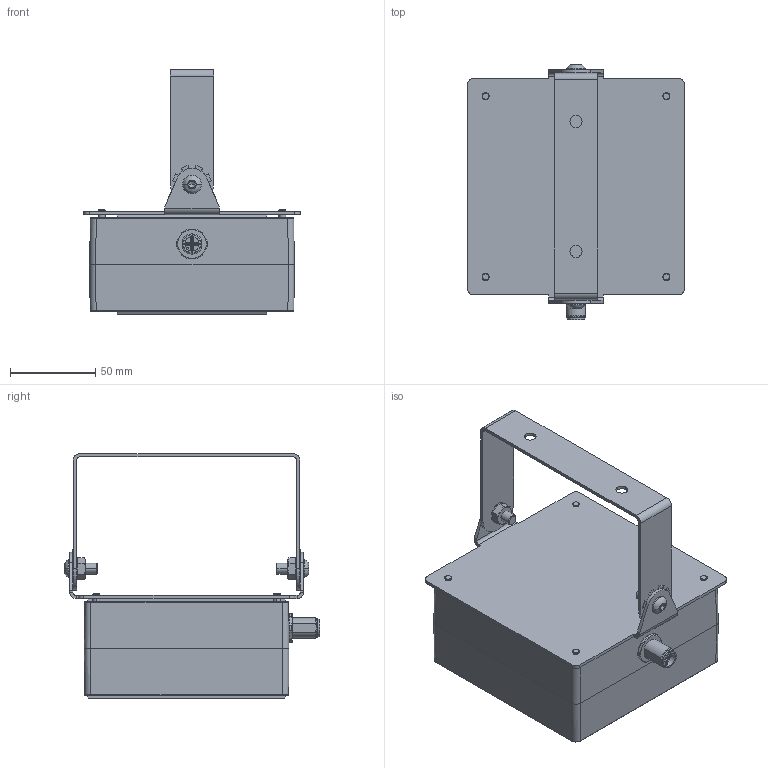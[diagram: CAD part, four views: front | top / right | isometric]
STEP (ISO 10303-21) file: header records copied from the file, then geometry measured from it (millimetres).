
FILE_DESCRIPTION((''),'2;1');
FILE_NAME('ILC33011102','2018-10-22T',('maj'),(''),'PRO/ENGINEER BY PARAMETRIC TECHNOLOGY CORPORATION, 2013320','PRO/ENGINEER BY PARAMETRIC TECHNOLOGY CORPORATION, 2013320','');
FILE_SCHEMA(('AUTOMOTIVE_DESIGN { 1 0 10303 214 1 1 1 1 }'));
Products named in the file (1): ILC33011102
Bounding box: 127 x 149.88 x 143.56 mm (x, y, z)
Surface area: 166566.7 mm2 (no closed solid volume)
Topology: 0 solids, 7 shells, 2488 faces, 6353 edges, 3846 vertices
Faces by surface type: plane 936, cylinder 781, cone 265, torus 240, bspline 150, sphere 116
Entity records: 87289 total; most frequent: CARTESIAN_POINT 26740, ORIENTED_EDGE 12450, DIRECTION 12366, EDGE_CURVE 6225, AXIS2_PLACEMENT_3D 4649, VERTEX_POINT 3846, VECTOR 3068, LINE 3068
